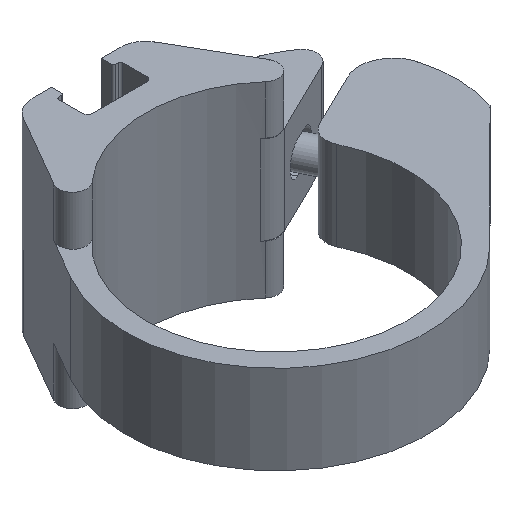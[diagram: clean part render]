
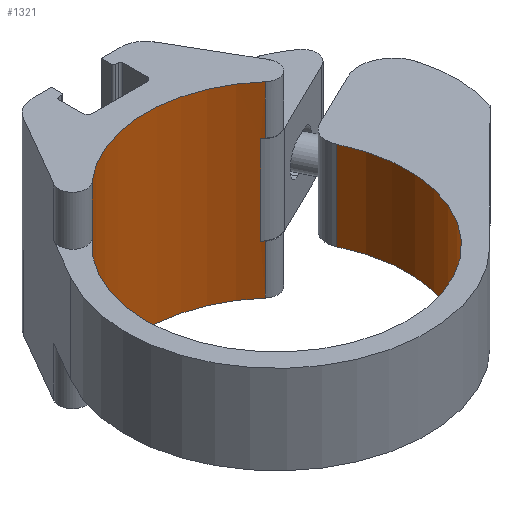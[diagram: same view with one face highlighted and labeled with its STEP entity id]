
A CAD part, isometric view. The second image highlights one B-rep face of the part: STEP entity #1321.
In plain terms, the highlighted cylindrical face has radius 13.26 mm (diameter 26.52 mm), a partial arc.
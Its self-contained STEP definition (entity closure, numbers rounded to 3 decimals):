
#49=CYLINDRICAL_SURFACE('',#1459,13.26);
#127=LINE('',#2222,#229);
#128=LINE('',#2226,#230);
#129=LINE('',#2227,#231);
#130=LINE('',#2231,#232);
#131=LINE('',#2235,#233);
#132=LINE('',#2236,#234);
#229=VECTOR('',#1740,1000.);
#230=VECTOR('',#1745,1000.);
#231=VECTOR('',#1746,1000.);
#232=VECTOR('',#1749,1000.);
#233=VECTOR('',#1752,1000.);
#234=VECTOR('',#1753,1000.);
#414=ORIENTED_EDGE('',*,*,#745,.F.);
#415=ORIENTED_EDGE('',*,*,#780,.T.);
#416=ORIENTED_EDGE('',*,*,#727,.F.);
#417=ORIENTED_EDGE('',*,*,#781,.F.);
#418=ORIENTED_EDGE('',*,*,#782,.T.);
#419=ORIENTED_EDGE('',*,*,#783,.F.);
#420=ORIENTED_EDGE('',*,*,#784,.F.);
#421=ORIENTED_EDGE('',*,*,#785,.T.);
#422=ORIENTED_EDGE('',*,*,#719,.T.);
#423=ORIENTED_EDGE('',*,*,#786,.F.);
#424=ORIENTED_EDGE('',*,*,#787,.T.);
#425=ORIENTED_EDGE('',*,*,#778,.T.);
#719=EDGE_CURVE('',#910,#909,#1016,.T.);
#727=EDGE_CURVE('',#916,#917,#1021,.T.);
#745=EDGE_CURVE('',#933,#934,#1031,.T.);
#778=EDGE_CURVE('',#957,#934,#127,.T.);
#780=EDGE_CURVE('',#933,#917,#128,.T.);
#781=EDGE_CURVE('',#958,#916,#129,.T.);
#782=EDGE_CURVE('',#958,#959,#1046,.T.);
#783=EDGE_CURVE('',#960,#959,#130,.T.);
#784=EDGE_CURVE('',#961,#960,#1047,.T.);
#785=EDGE_CURVE('',#961,#910,#131,.T.);
#786=EDGE_CURVE('',#962,#909,#132,.T.);
#787=EDGE_CURVE('',#962,#957,#1048,.T.);
#909=VERTEX_POINT('',#2105);
#910=VERTEX_POINT('',#2107);
#916=VERTEX_POINT('',#2121);
#917=VERTEX_POINT('',#2123);
#933=VERTEX_POINT('',#2157);
#934=VERTEX_POINT('',#2159);
#957=VERTEX_POINT('',#2223);
#958=VERTEX_POINT('',#2228);
#959=VERTEX_POINT('',#2230);
#960=VERTEX_POINT('',#2232);
#961=VERTEX_POINT('',#2234);
#962=VERTEX_POINT('',#2237);
#1016=CIRCLE('',#1418,13.26);
#1021=CIRCLE('',#1424,13.26);
#1031=CIRCLE('',#1435,13.26);
#1046=CIRCLE('',#1460,13.26);
#1047=CIRCLE('',#1461,13.26);
#1048=CIRCLE('',#1462,13.26);
#1100=EDGE_LOOP('',(#414,#415,#416,#417,#418,#419,#420,#421,#422,#423,#424,
#425));
#1192=FACE_BOUND('',#1100,.T.);
#1321=ADVANCED_FACE('',(#1192),#49,.F.);
#1418=AXIS2_PLACEMENT_3D('',#2106,#1631,#1632);
#1424=AXIS2_PLACEMENT_3D('',#2122,#1646,#1647);
#1435=AXIS2_PLACEMENT_3D('',#2158,#1676,#1677);
#1459=AXIS2_PLACEMENT_3D('',#2225,#1743,#1744);
#1460=AXIS2_PLACEMENT_3D('',#2229,#1747,#1748);
#1461=AXIS2_PLACEMENT_3D('',#2233,#1750,#1751);
#1462=AXIS2_PLACEMENT_3D('',#2238,#1754,#1755);
#1631=DIRECTION('',(0.,0.,1.));
#1632=DIRECTION('',(1.,0.,0.));
#1646=DIRECTION('',(0.,0.,1.));
#1647=DIRECTION('',(1.,0.,0.));
#1676=DIRECTION('',(0.,0.,1.));
#1677=DIRECTION('',(1.,0.,0.));
#1740=DIRECTION('',(0.,0.,-1.));
#1743=DIRECTION('',(0.,0.,-1.));
#1744=DIRECTION('',(-1.,0.,0.));
#1745=DIRECTION('',(0.,0.,-1.));
#1746=DIRECTION('',(0.,0.,-1.));
#1747=DIRECTION('',(0.,0.,1.));
#1748=DIRECTION('',(1.,0.,0.));
#1749=DIRECTION('',(0.,0.,-1.));
#1750=DIRECTION('',(0.,0.,1.));
#1751=DIRECTION('',(1.,0.,0.));
#1752=DIRECTION('',(0.,0.,1.));
#1753=DIRECTION('',(0.,0.,1.));
#1754=DIRECTION('',(0.,0.,1.));
#1755=DIRECTION('',(1.,0.,0.));
#2105=CARTESIAN_POINT('',(-8.781,25.236,9.5));
#2106=CARTESIAN_POINT('',(0.,15.3,9.5));
#2107=CARTESIAN_POINT('',(8.781,25.236,9.5));
#2121=CARTESIAN_POINT('',(8.781,25.236,-9.5));
#2122=CARTESIAN_POINT('',(0.,15.3,-9.5));
#2123=CARTESIAN_POINT('',(-8.781,25.236,-9.5));
#2157=CARTESIAN_POINT('',(-8.781,25.236,-4.5));
#2158=CARTESIAN_POINT('',(0.,15.3,-4.5));
#2159=CARTESIAN_POINT('',(11.918,21.113,-4.5));
#2222=CARTESIAN_POINT('',(11.918,21.113,4.5));
#2223=CARTESIAN_POINT('',(11.918,21.113,4.5));
#2225=CARTESIAN_POINT('',(0.,15.3,4.5));
#2226=CARTESIAN_POINT('',(-8.781,25.236,-4.5));
#2227=CARTESIAN_POINT('',(8.781,25.236,-4.5));
#2228=CARTESIAN_POINT('',(8.781,25.236,-4.5));
#2229=CARTESIAN_POINT('',(0.,15.3,-4.5));
#2230=CARTESIAN_POINT('',(8.528,25.454,-4.5));
#2231=CARTESIAN_POINT('',(8.528,25.454,4.5));
#2232=CARTESIAN_POINT('',(8.528,25.454,4.5));
#2233=CARTESIAN_POINT('',(0.,15.3,4.5));
#2234=CARTESIAN_POINT('',(8.781,25.236,4.5));
#2235=CARTESIAN_POINT('',(8.781,25.236,4.5));
#2236=CARTESIAN_POINT('',(-8.781,25.236,4.5));
#2237=CARTESIAN_POINT('',(-8.781,25.236,4.5));
#2238=CARTESIAN_POINT('',(0.,15.3,4.5));
